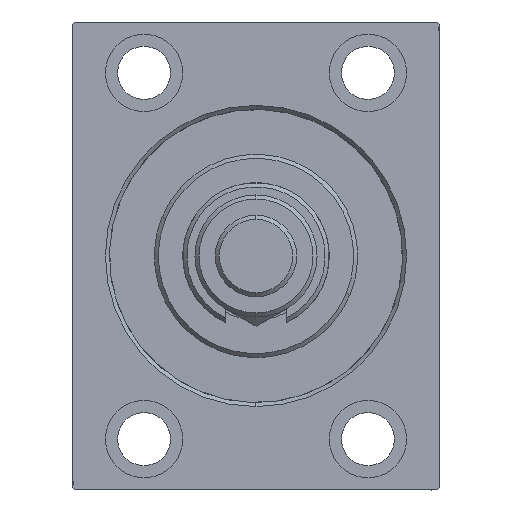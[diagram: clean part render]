
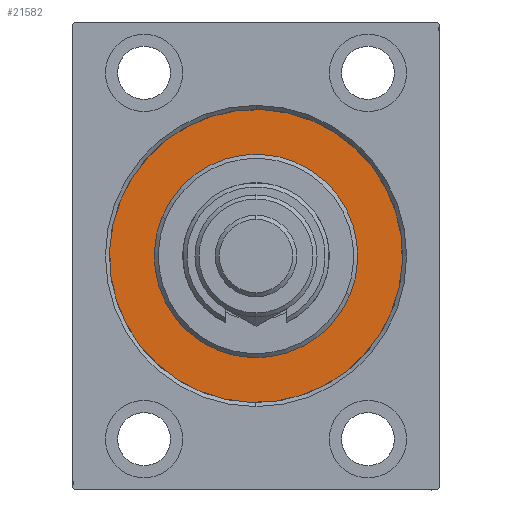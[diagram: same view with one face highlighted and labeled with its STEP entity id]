
A CAD part, left-side view. The second image highlights one B-rep face of the part: STEP entity #21582.
In plain terms, the highlighted face is planar.
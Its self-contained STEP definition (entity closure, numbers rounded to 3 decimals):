
#133 = DIRECTION ( 'NONE',  ( -1., 0., 0. ) ) ;
#719 = CIRCLE ( 'NONE', #31699, 25. ) ;
#2172 = CARTESIAN_POINT ( 'NONE',  ( 0., 0., 0. ) ) ;
#3576 = DIRECTION ( 'NONE',  ( 1., 0., 0. ) ) ;
#6021 = ORIENTED_EDGE ( 'NONE', *, *, #21053, .F. ) ;
#6349 = DIRECTION ( 'NONE',  ( -1., 0., 0. ) ) ;
#7288 = CARTESIAN_POINT ( 'NONE',  ( 0., 0., 0. ) ) ;
#8727 = EDGE_CURVE ( 'NONE', #23762, #36456, #45530, .T. ) ;
#10868 = EDGE_LOOP ( 'NONE', ( #42948, #6021 ) ) ;
#12596 = VERTEX_POINT ( 'NONE', #36724 ) ;
#12691 = EDGE_LOOP ( 'NONE', ( #15035, #30687 ) ) ;
#13126 = CIRCLE ( 'NONE', #39652, 36. ) ;
#14811 = EDGE_CURVE ( 'NONE', #45809, #12596, #13126, .T. ) ;
#15035 = ORIENTED_EDGE ( 'NONE', *, *, #30452, .F. ) ;
#15881 = DIRECTION ( 'NONE',  ( 0., 0., 1. ) ) ;
#19431 = FACE_BOUND ( 'NONE', #12691, .T. ) ;
#19854 = CARTESIAN_POINT ( 'NONE',  ( 0., 0., 25. ) ) ;
#20514 = CARTESIAN_POINT ( 'NONE',  ( 0., 0., 0. ) ) ;
#21053 = EDGE_CURVE ( 'NONE', #12596, #45809, #46506, .T. ) ;
#21302 = DIRECTION ( 'NONE',  ( 0., 0., -1. ) ) ;
#21582 = ADVANCED_FACE ( 'NONE', ( #19431, #33847 ), #45432, .F. ) ;
#21883 = DIRECTION ( 'NONE',  ( 0., 0., 1. ) ) ;
#23762 = VERTEX_POINT ( 'NONE', #35944 ) ;
#28093 = DIRECTION ( 'NONE',  ( 0., 0., -1. ) ) ;
#29027 = DIRECTION ( 'NONE',  ( 1., 0., 0. ) ) ;
#30452 = EDGE_CURVE ( 'NONE', #36456, #23762, #719, .T. ) ;
#30680 = DIRECTION ( 'NONE',  ( 0., 0., 1. ) ) ;
#30687 = ORIENTED_EDGE ( 'NONE', *, *, #8727, .F. ) ;
#31699 = AXIS2_PLACEMENT_3D ( 'NONE', #7288, #29027, #28093 ) ;
#33847 = FACE_OUTER_BOUND ( 'NONE', #10868, .T. ) ;
#35944 = CARTESIAN_POINT ( 'NONE',  ( 0., 0., -25. ) ) ;
#36456 = VERTEX_POINT ( 'NONE', #19854 ) ;
#36724 = CARTESIAN_POINT ( 'NONE',  ( 0., 0., 36. ) ) ;
#37636 = DIRECTION ( 'NONE',  ( -1., 0., 0. ) ) ;
#39153 = CARTESIAN_POINT ( 'NONE',  ( 0., 0., 0. ) ) ;
#39276 = CARTESIAN_POINT ( 'NONE',  ( 0., 0., 0. ) ) ;
#39652 = AXIS2_PLACEMENT_3D ( 'NONE', #20514, #6349, #30680 ) ;
#42003 = AXIS2_PLACEMENT_3D ( 'NONE', #2172, #37636, #15881 ) ;
#42164 = CARTESIAN_POINT ( 'NONE',  ( 0., 0., -36. ) ) ;
#42948 = ORIENTED_EDGE ( 'NONE', *, *, #14811, .F. ) ;
#44771 = AXIS2_PLACEMENT_3D ( 'NONE', #39276, #3576, #21302 ) ;
#45001 = AXIS2_PLACEMENT_3D ( 'NONE', #39153, #133, #21883 ) ;
#45432 = PLANE ( 'NONE',  #42003 ) ;
#45530 = CIRCLE ( 'NONE', #44771, 25. ) ;
#45809 = VERTEX_POINT ( 'NONE', #42164 ) ;
#46506 = CIRCLE ( 'NONE', #45001, 36. ) ;
